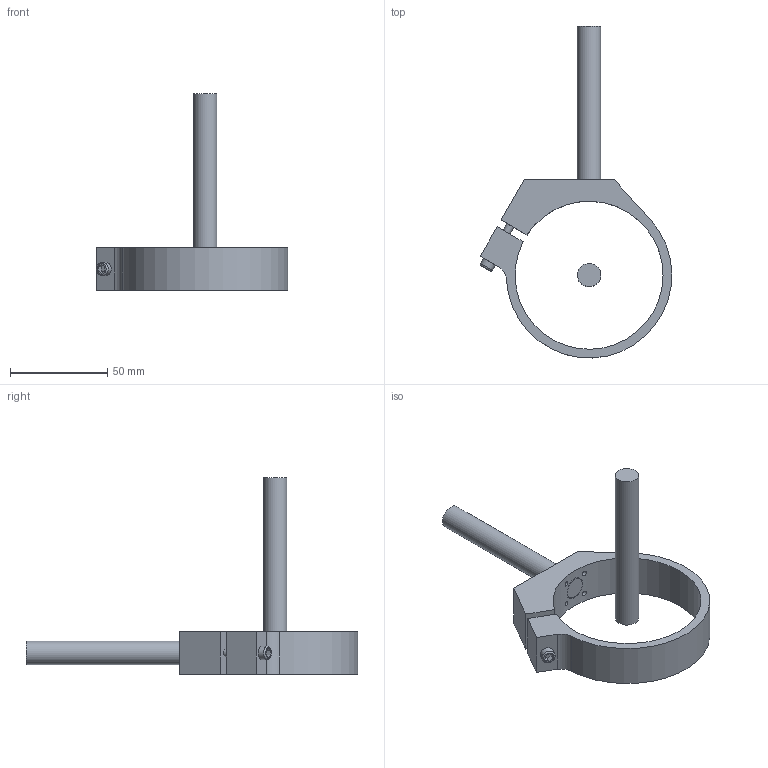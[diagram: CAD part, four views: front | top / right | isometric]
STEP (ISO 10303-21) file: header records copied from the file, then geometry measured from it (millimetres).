
FILE_DESCRIPTION( ( 'Unknown' ), '1' );
FILE_NAME( '990257_600_Leermeldung600cc.stp', 'Unknown', ( 'Unknown' ), ( 'Unknown' ), 'PSStep 10.1', 'Unknown', ' ' );
FILE_SCHEMA( ( 'AUTOMOTIVE_DESIGN { 1 0 10303 214 1 1 1 1 }' ) );
Length unit declared in the file: millimetre
Products named in the file (5): Assem1; Z233_R0_Klemmring_600cc; Sensor_M12x1; DIN912 M4 x 25
Bounding box: 98.37 x 170.46 x 101 mm (x, y, z)
Volume: 106903.9 mm3; surface area: 43074.7 mm2
Topology: 6 solids, 6 shells, 72 faces, 180 edges, 124 vertices
Faces by surface type: plane 42, cylinder 26, cone 2, torus 2
Full cylindrical faces by diameter (mm): 2.459 x8, 3.242 x2, 4 x2, 4.5 x2, 7 x2, 10.917 x2, 12 x2
Entity records: 2662 total; most frequent: CARTESIAN_POINT 1247, DIRECTION 170, EDGE_CURVE 147, ORIENTED_EDGE 140, VERTEX_POINT 131, B_SPLINE_CURVE_WITH_KNOTS 82, AXIS2_PLACEMENT_3D 64, EDGE_LOOP 64
